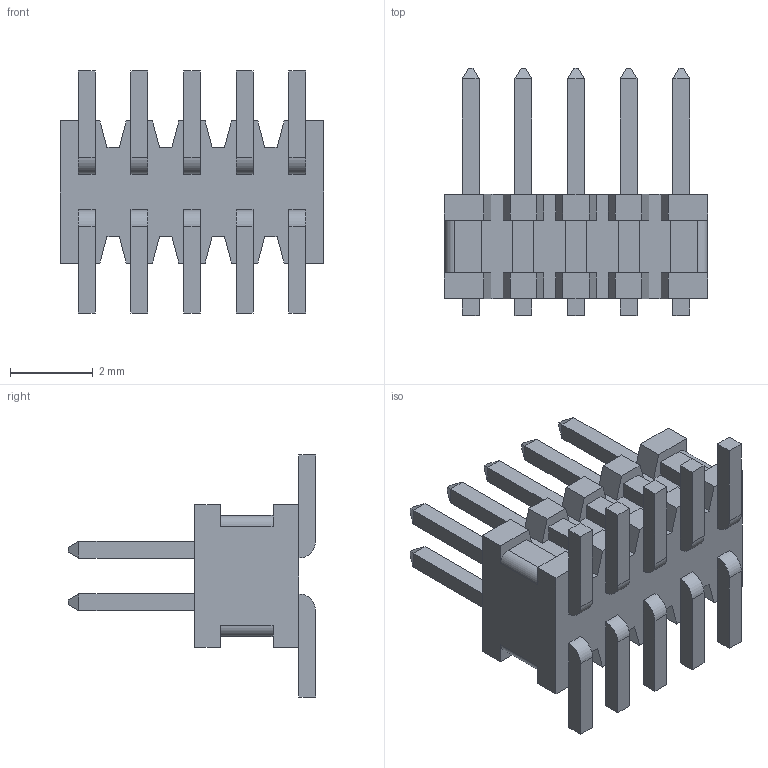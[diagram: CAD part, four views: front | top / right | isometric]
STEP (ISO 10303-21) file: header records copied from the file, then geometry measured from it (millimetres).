
FILE_DESCRIPTION (( 'STEP AP214' ), '1' );
FILE_NAME ('FTSH-105-01-F-DV-TR.STEP', '2020-04-18T10:35:46', ( '' ), ( '' ), 'SwSTEP 2.0', 'SolidWorks 2018', '' );
FILE_SCHEMA (( 'AUTOMOTIVE_DESIGN' ));
Length unit declared in the file: inch
Products named in the file (1): FTSH-105-01-F-DV-TR
Bounding box: 6.35 x 5.97 x 5.84 mm (x, y, z)
Volume: 53.5 mm3; surface area: 281.1 mm2
Topology: 21 solids, 21 shells, 344 faces, 866 edges, 564 vertices
Faces by surface type: plane 330, cylinder 14
Entity records: 11398 total; most frequent: CARTESIAN_POINT 1775, ORIENTED_EDGE 1732, DIRECTION 1584, EDGE_CURVE 866, LINE 838, VECTOR 838, VERTEX_POINT 564, AXIS2_PLACEMENT_3D 373
